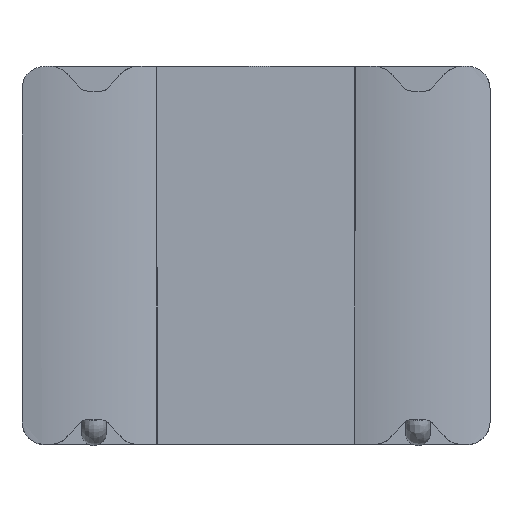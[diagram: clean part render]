
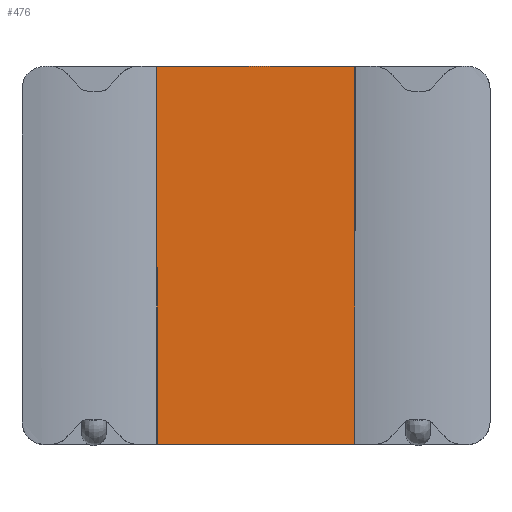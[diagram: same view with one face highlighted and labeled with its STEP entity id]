
A CAD part, top view. The second image highlights one B-rep face of the part: STEP entity #476.
In plain terms, the highlighted planar face has unit normal (0, 0, 1).
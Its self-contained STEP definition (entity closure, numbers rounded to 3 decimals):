
#476=ADVANCED_FACE('',(#742),#638,.T.);
#638=PLANE('',#3186);
#742=FACE_OUTER_BOUND('',#878,.T.);
#878=EDGE_LOOP('',(#1222,#1223,#1224,#1225));
#1222=ORIENTED_EDGE('',*,*,#2306,.F.);
#1223=ORIENTED_EDGE('',*,*,#2184,.F.);
#1224=ORIENTED_EDGE('',*,*,#2307,.F.);
#1225=ORIENTED_EDGE('',*,*,#2188,.F.);
#1896=VERTEX_POINT('',#4179);
#1897=VERTEX_POINT('',#4181);
#1900=VERTEX_POINT('',#4188);
#1901=VERTEX_POINT('',#4190);
#2184=EDGE_CURVE('',#1896,#1897,#2596,.T.);
#2188=EDGE_CURVE('',#1900,#1901,#2600,.T.);
#2306=EDGE_CURVE('',#1897,#1900,#2678,.T.);
#2307=EDGE_CURVE('',#1901,#1896,#2679,.T.);
#2596=LINE('',#4180,#2824);
#2600=LINE('',#4189,#2828);
#2678=LINE('',#4431,#2906);
#2679=LINE('',#4432,#2907);
#2824=VECTOR('',#3392,1.);
#2828=VECTOR('',#3398,1.);
#2906=VECTOR('',#3618,1.);
#2907=VECTOR('',#3619,1.);
#3186=AXIS2_PLACEMENT_3D('',#4433,#3620,#3621);
#3392=DIRECTION('',(1.,0.,0.));
#3398=DIRECTION('',(-1.,0.,0.));
#3618=DIRECTION('',(0.,-1.,0.));
#3619=DIRECTION('',(0.,1.,0.));
#3620=DIRECTION('',(0.,0.,1.));
#3621=DIRECTION('',(1.,0.,0.));
#4179=CARTESIAN_POINT('',(-0.44,0.84,0.68));
#4180=CARTESIAN_POINT('',(0.526,0.84,0.68));
#4181=CARTESIAN_POINT('',(0.44,0.84,0.68));
#4188=CARTESIAN_POINT('',(0.44,-0.84,0.68));
#4189=CARTESIAN_POINT('',(-0.526,-0.84,0.68));
#4190=CARTESIAN_POINT('',(-0.44,-0.84,0.68));
#4431=CARTESIAN_POINT('',(0.44,0.84,0.68));
#4432=CARTESIAN_POINT('',(-0.44,-0.84,0.68));
#4433=CARTESIAN_POINT('',(0.526,-0.74,0.68));
